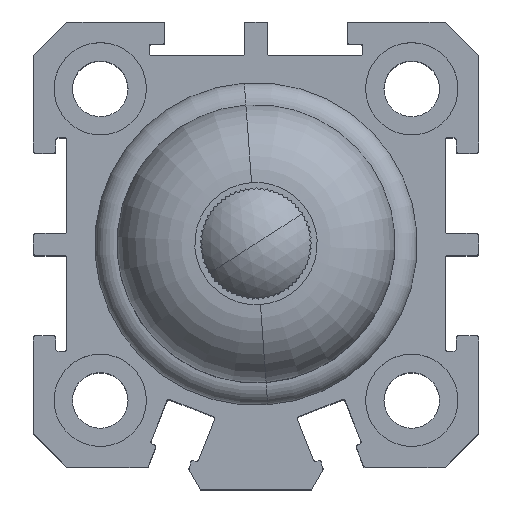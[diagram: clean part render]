
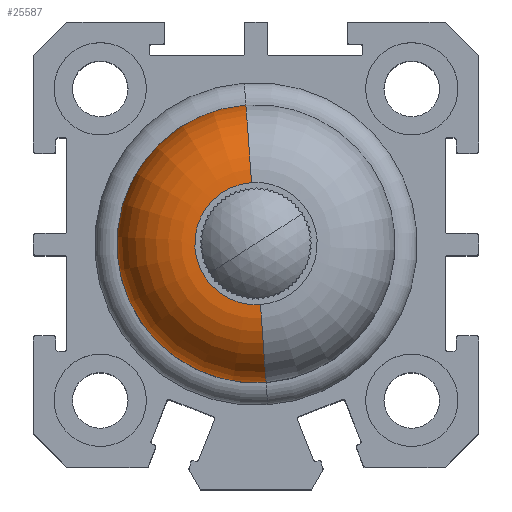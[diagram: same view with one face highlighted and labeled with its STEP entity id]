
A CAD part, top view. The second image highlights one B-rep face of the part: STEP entity #25587.
In plain terms, the highlighted toroidal (fillet/blend) face has major radius 5.5 mm and minor radius 7 mm.
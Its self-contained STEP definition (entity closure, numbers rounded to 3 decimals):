
#5221 = EDGE_LOOP ( 'NONE', ( #6934, #6935, #6936, #6937 ) ) ;
#6934 = ORIENTED_EDGE ( 'NONE', *, *, #21799, .F. ) ;
#6935 = ORIENTED_EDGE ( 'NONE', *, *, #21812, .F. ) ;
#6936 = ORIENTED_EDGE ( 'NONE', *, *, #21801, .T. ) ;
#6937 = ORIENTED_EDGE ( 'NONE', *, *, #21809, .F. ) ;
#10357 = CIRCLE ( 'NONE', #24672, 7. ) ;
#10359 = CIRCLE ( 'NONE', #24674, 7. ) ;
#10372 = CIRCLE ( 'NONE', #24678, 5.5 ) ;
#10375 = CIRCLE ( 'NONE', #24681, 12.5 ) ;
#11222 = CARTESIAN_POINT ( 'NONE',  ( 0., 17., -12.5 ) ) ;
#11229 = CARTESIAN_POINT ( 'NONE',  ( 0., 24., -5.5 ) ) ;
#11232 = CARTESIAN_POINT ( 'NONE',  ( 0., 24., 5.5 ) ) ;
#11238 = CARTESIAN_POINT ( 'NONE',  ( 0., 17., 12.5 ) ) ;
#11740 = CARTESIAN_POINT ( 'NONE',  ( 0., 17., -5.5 ) ) ;
#11741 = DIRECTION ( 'NONE',  ( 1., 0., 0. ) ) ;
#11742 = DIRECTION ( 'NONE',  ( 0., 0., -1. ) ) ;
#11748 = CARTESIAN_POINT ( 'NONE',  ( 0., 17., 5.5 ) ) ;
#11749 = DIRECTION ( 'NONE',  ( -1., 0., 0. ) ) ;
#11750 = DIRECTION ( 'NONE',  ( 0., 0., 1. ) ) ;
#11765 = CARTESIAN_POINT ( 'NONE',  ( 0., 24., 0. ) ) ;
#11766 = DIRECTION ( 'NONE',  ( 0., 1., 0. ) ) ;
#11767 = DIRECTION ( 'NONE',  ( 0., 0., 1. ) ) ;
#11774 = CARTESIAN_POINT ( 'NONE',  ( 0., 17., 0. ) ) ;
#11775 = DIRECTION ( 'NONE',  ( 0., -1., 0. ) ) ;
#11776 = DIRECTION ( 'NONE',  ( 0., 0., 1. ) ) ;
#13644 = TOROIDAL_SURFACE ( 'NONE', #25199, 5.5, 7. ) ;
#13651 = FACE_OUTER_BOUND ( 'NONE', #5221, .T. ) ;
#15126 = DIRECTION ( 'NONE',  ( 0., 1., 0. ) ) ;
#15127 = CARTESIAN_POINT ( 'NONE',  ( 0., 17., 0. ) ) ;
#15131 = DIRECTION ( 'NONE',  ( 0., 0., 1. ) ) ;
#19286 = VERTEX_POINT ( 'NONE', #11222 ) ;
#19293 = VERTEX_POINT ( 'NONE', #11229 ) ;
#19296 = VERTEX_POINT ( 'NONE', #11232 ) ;
#19302 = VERTEX_POINT ( 'NONE', #11238 ) ;
#21799 = EDGE_CURVE ( 'NONE', #19286, #19293, #10357, .T. ) ;
#21801 = EDGE_CURVE ( 'NONE', #19302, #19296, #10359, .T. ) ;
#21809 = EDGE_CURVE ( 'NONE', #19293, #19296, #10372, .T. ) ;
#21812 = EDGE_CURVE ( 'NONE', #19302, #19286, #10375, .T. ) ;
#24672 = AXIS2_PLACEMENT_3D ( 'NONE', #11740, #11741, #11742 ) ;
#24674 = AXIS2_PLACEMENT_3D ( 'NONE', #11748, #11749, #11750 ) ;
#24678 = AXIS2_PLACEMENT_3D ( 'NONE', #11765, #11766, #11767 ) ;
#24681 = AXIS2_PLACEMENT_3D ( 'NONE', #11774, #11775, #11776 ) ;
#25199 = AXIS2_PLACEMENT_3D ( 'NONE', #15127, #15126, #15131 ) ;
#25587 = ADVANCED_FACE ( 'NONE', ( #13651 ), #13644, .T. ) ;
